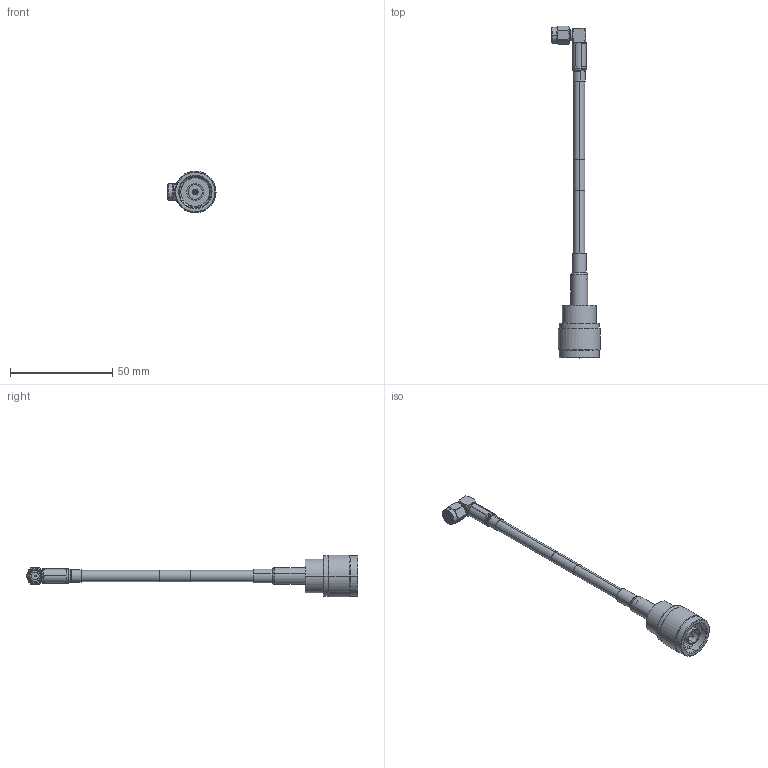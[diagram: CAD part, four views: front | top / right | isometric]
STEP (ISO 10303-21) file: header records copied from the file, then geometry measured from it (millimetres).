
FILE_DESCRIPTION (( 'STEP AP214' ), '1' );
FILE_NAME ('FMC00180_3D.STEP', '2021-11-11T22:29:47', ( '' ), ( '' ), 'SwSTEP 2.0', 'SolidWorks 2021', '' );
FILE_SCHEMA (( 'AUTOMOTIVE_DESIGN' ));
Length unit declared in the file: inch
Products named in the file (6): CA-240-MA1_2_.75" Long; FMC00180_3D; CA-240-MA1_1" Long; RG223_with label; SC9107; SC6050
Assembly tree (5 placements, depth 2):
  FMC00180_3D
    RG223_with label
    CA-240-MA1_1" Long
    SC6050
    SC9107
    CA-240-MA1_2_.75" Long
Bounding box: 23.5 x 162 x 20.32 mm (x, y, z)
Volume: 9919.8 mm3; surface area: 10316.5 mm2
Topology: 8 solids, 8 shells, 3384 faces, 7138 edges, 3793 vertices
Faces by surface type: bspline 2406, cylinder 640, plane 264, cone 54, torus 20
Entity records: 135801 total; most frequent: CARTESIAN_POINT 90471, ORIENTED_EDGE 14272, EDGE_CURVE 7136, VERTEX_POINT 3793, EDGE_LOOP 3417, FACE_OUTER_BOUND 3384, ADVANCED_FACE 3384, DIRECTION 3116
